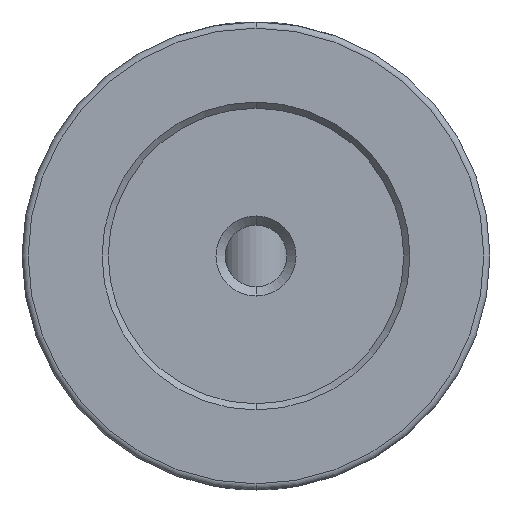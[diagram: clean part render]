
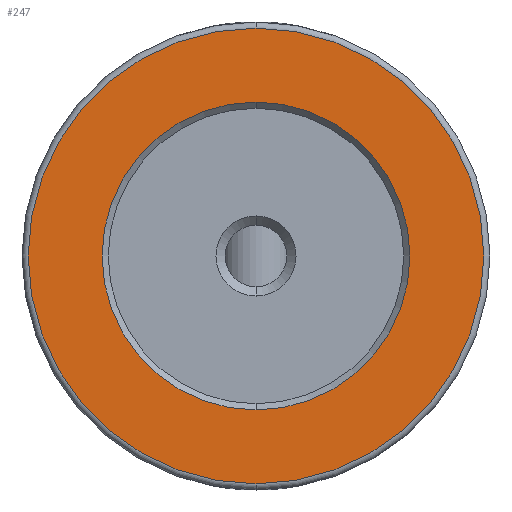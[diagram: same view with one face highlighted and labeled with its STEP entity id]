
A CAD part, front view. The second image highlights one B-rep face of the part: STEP entity #247.
In plain terms, the highlighted planar face has unit normal (0, -1, 0).
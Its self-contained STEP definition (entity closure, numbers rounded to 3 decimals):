
#6 = EDGE_CURVE ( 'NONE', #918, #864, #689, .T. ) ;
#16 = AXIS2_PLACEMENT_3D ( 'NONE', #695, #85, #320 ) ;
#43 = CIRCLE ( 'NONE', #230, 12.5 ) ;
#79 = EDGE_LOOP ( 'NONE', ( #927, #732 ) ) ;
#85 = DIRECTION ( 'NONE',  ( 0., 1., 0. ) ) ;
#98 = CARTESIAN_POINT ( 'NONE',  ( -85.227, -154.261, 387.5 ) ) ;
#104 = CARTESIAN_POINT ( 'NONE',  ( -85.227, -154.261, 400. ) ) ;
#111 = CIRCLE ( 'NONE', #512, 12.5 ) ;
#119 = DIRECTION ( 'NONE',  ( 0., 0., 1. ) ) ;
#130 = ORIENTED_EDGE ( 'NONE', *, *, #411, .T. ) ;
#153 = FACE_BOUND ( 'NONE', #79, .T. ) ;
#169 = DIRECTION ( 'NONE',  ( 0., 0., 1. ) ) ;
#203 = ORIENTED_EDGE ( 'NONE', *, *, #6, .T. ) ;
#204 = CARTESIAN_POINT ( 'NONE',  ( -85.227, -154.261, 418.5 ) ) ;
#230 = AXIS2_PLACEMENT_3D ( 'NONE', #789, #708, #169 ) ;
#247 = ADVANCED_FACE ( 'NONE', ( #153, #474 ), #929, .F. ) ;
#320 = DIRECTION ( 'NONE',  ( 0., 0., 1. ) ) ;
#346 = DIRECTION ( 'NONE',  ( 0., -1., 0. ) ) ;
#373 = VERTEX_POINT ( 'NONE', #98 ) ;
#374 = DIRECTION ( 'NONE',  ( 0., 1., 0. ) ) ;
#403 = AXIS2_PLACEMENT_3D ( 'NONE', #104, #806, #426 ) ;
#411 = EDGE_CURVE ( 'NONE', #864, #918, #692, .T. ) ;
#426 = DIRECTION ( 'NONE',  ( 0., 0., 1. ) ) ;
#474 = FACE_OUTER_BOUND ( 'NONE', #476, .T. ) ;
#476 = EDGE_LOOP ( 'NONE', ( #203, #130 ) ) ;
#512 = AXIS2_PLACEMENT_3D ( 'NONE', #822, #374, #119 ) ;
#655 = VERTEX_POINT ( 'NONE', #694 ) ;
#689 = CIRCLE ( 'NONE', #946, 18.5 ) ;
#692 = CIRCLE ( 'NONE', #403, 18.5 ) ;
#694 = CARTESIAN_POINT ( 'NONE',  ( -85.227, -154.261, 412.5 ) ) ;
#695 = CARTESIAN_POINT ( 'NONE',  ( -85.227, -154.261, 400. ) ) ;
#708 = DIRECTION ( 'NONE',  ( 0., 1., 0. ) ) ;
#712 = EDGE_CURVE ( 'NONE', #655, #373, #43, .T. ) ;
#727 = CARTESIAN_POINT ( 'NONE',  ( -85.227, -154.261, 400. ) ) ;
#732 = ORIENTED_EDGE ( 'NONE', *, *, #934, .T. ) ;
#749 = CARTESIAN_POINT ( 'NONE',  ( -85.227, -154.261, 381.5 ) ) ;
#789 = CARTESIAN_POINT ( 'NONE',  ( -85.227, -154.261, 400. ) ) ;
#806 = DIRECTION ( 'NONE',  ( 0., -1., 0. ) ) ;
#812 = DIRECTION ( 'NONE',  ( 0., 0., 1. ) ) ;
#822 = CARTESIAN_POINT ( 'NONE',  ( -85.227, -154.261, 400. ) ) ;
#864 = VERTEX_POINT ( 'NONE', #749 ) ;
#918 = VERTEX_POINT ( 'NONE', #204 ) ;
#927 = ORIENTED_EDGE ( 'NONE', *, *, #712, .T. ) ;
#929 = PLANE ( 'NONE',  #16 ) ;
#934 = EDGE_CURVE ( 'NONE', #373, #655, #111, .T. ) ;
#946 = AXIS2_PLACEMENT_3D ( 'NONE', #727, #346, #812 ) ;
